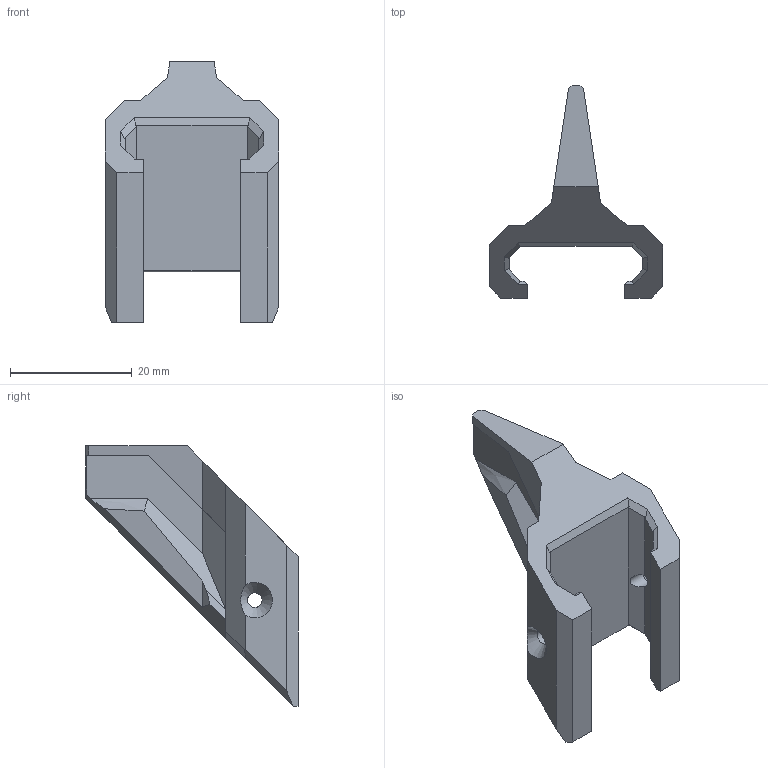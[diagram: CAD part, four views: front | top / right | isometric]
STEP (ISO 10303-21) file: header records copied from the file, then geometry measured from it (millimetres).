
FILE_DESCRIPTION(/* description */ ('Alibre Inc.'),/* implementation_level */ '2;1');
FILE_NAME(/* name */ 'export-CFED0B8B-7A2C-45B6-916F-675AB8939BEB',/* time_stamp */ '2022-11-12T17:20:14+09:00',/* author */ (''),/* organization */ (''),/* preprocessor_version */ 'ST-DEVELOPER v17',/* originating_system */ 'Alibre',/* authorisation */ '');
FILE_SCHEMA (('AUTOMOTIVE_DESIGN'));
Length unit declared in the file: centimetre
Bounding box: 28.57 x 34.92 x 42.86 mm (x, y, z)
Volume: 6189.5 mm3; surface area: 4115.8 mm2
Topology: 1 solids, 1 shells, 83 faces, 251 edges, 166 vertices
Faces by surface type: plane 77, bspline 2, cone 2, cylinder 2
Full cylindrical faces by diameter (mm): 2.413 x2
Entity records: 2734 total; most frequent: CARTESIAN_POINT 619, ORIENTED_EDGE 488, DIRECTION 320, EDGE_CURVE 244, VECTOR 220, LINE 220, VERTEX_POINT 163, EDGE_LOOP 87
